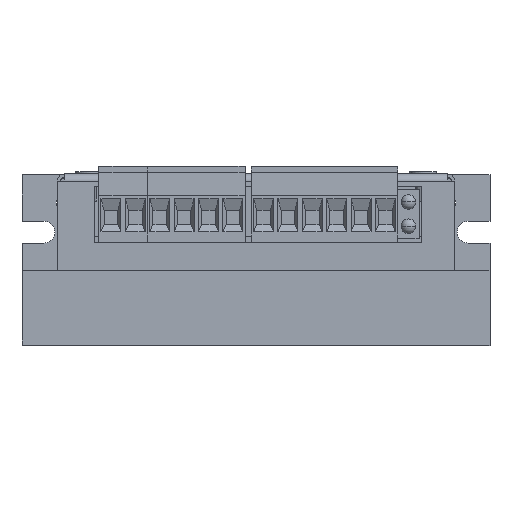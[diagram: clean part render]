
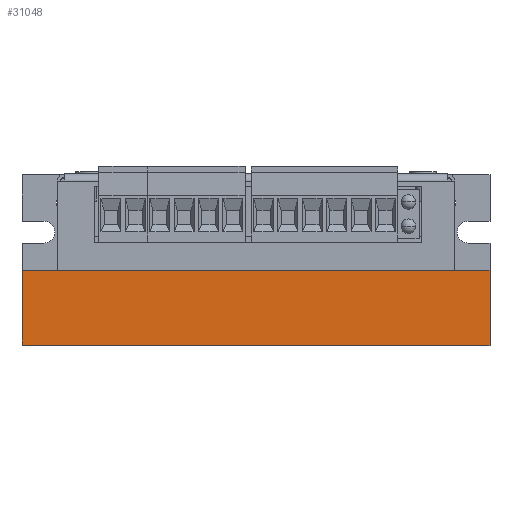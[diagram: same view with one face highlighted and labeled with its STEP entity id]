
A CAD part, top view. The second image highlights one B-rep face of the part: STEP entity #31048.
In plain terms, the highlighted planar face has unit normal (0, 0, 1).
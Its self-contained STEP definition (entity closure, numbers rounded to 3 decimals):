
#807 = PLANE ( 'NONE',  #26073 ) ;
#1417 = VECTOR ( 'NONE', #15659, 1000. ) ;
#2737 = LINE ( 'NONE', #24869, #9732 ) ;
#3029 = EDGE_CURVE ( 'NONE', #7167, #19998, #30274, .T. ) ;
#3519 = FACE_OUTER_BOUND ( 'NONE', #4531, .T. ) ;
#3576 = EDGE_CURVE ( 'NONE', #19998, #14956, #10994, .T. ) ;
#4316 = CARTESIAN_POINT ( 'NONE',  ( -48., -11.5, 28. ) ) ;
#4531 = EDGE_LOOP ( 'NONE', ( #29506, #9013, #23879, #17785 ) ) ;
#7167 = VERTEX_POINT ( 'NONE', #13313 ) ;
#8807 = EDGE_CURVE ( 'NONE', #7167, #13996, #2737, .T. ) ;
#9013 = ORIENTED_EDGE ( 'NONE', *, *, #16542, .T. ) ;
#9732 = VECTOR ( 'NONE', #25022, 1000. ) ;
#10519 = CARTESIAN_POINT ( 'NONE',  ( -48., 3.8, 28. ) ) ;
#10994 = LINE ( 'NONE', #18727, #26774 ) ;
#11153 = CARTESIAN_POINT ( 'NONE',  ( -48., -11.5, 28. ) ) ;
#12627 = DIRECTION ( 'NONE',  ( -1., 0., 0. ) ) ;
#13313 = CARTESIAN_POINT ( 'NONE',  ( -48., 3.8, 28. ) ) ;
#13944 = VECTOR ( 'NONE', #23263, 1000. ) ;
#13996 = VERTEX_POINT ( 'NONE', #4316 ) ;
#14956 = VERTEX_POINT ( 'NONE', #20542 ) ;
#15450 = CARTESIAN_POINT ( 'NONE',  ( 48., 3.8, 28. ) ) ;
#15659 = DIRECTION ( 'NONE',  ( 1., 0., 0. ) ) ;
#16542 = EDGE_CURVE ( 'NONE', #13996, #14956, #20833, .T. ) ;
#17785 = ORIENTED_EDGE ( 'NONE', *, *, #3029, .F. ) ;
#18727 = CARTESIAN_POINT ( 'NONE',  ( 48., 3.8, 28. ) ) ;
#19998 = VERTEX_POINT ( 'NONE', #15450 ) ;
#20542 = CARTESIAN_POINT ( 'NONE',  ( 48., -11.5, 28. ) ) ;
#20698 = DIRECTION ( 'NONE',  ( 0., 0., -1. ) ) ;
#20833 = LINE ( 'NONE', #11153, #13944 ) ;
#23254 = DIRECTION ( 'NONE',  ( 0., -1., 0. ) ) ;
#23263 = DIRECTION ( 'NONE',  ( 1., 0., 0. ) ) ;
#23879 = ORIENTED_EDGE ( 'NONE', *, *, #3576, .F. ) ;
#24869 = CARTESIAN_POINT ( 'NONE',  ( -48., 3.8, 28. ) ) ;
#25022 = DIRECTION ( 'NONE',  ( 0., -1., 0. ) ) ;
#26073 = AXIS2_PLACEMENT_3D ( 'NONE', #10519, #20698, #12627 ) ;
#26774 = VECTOR ( 'NONE', #23254, 1000. ) ;
#28186 = CARTESIAN_POINT ( 'NONE',  ( -48., 3.8, 28. ) ) ;
#29506 = ORIENTED_EDGE ( 'NONE', *, *, #8807, .T. ) ;
#30274 = LINE ( 'NONE', #28186, #1417 ) ;
#31048 = ADVANCED_FACE ( 'NONE', ( #3519 ), #807, .F. ) ;
